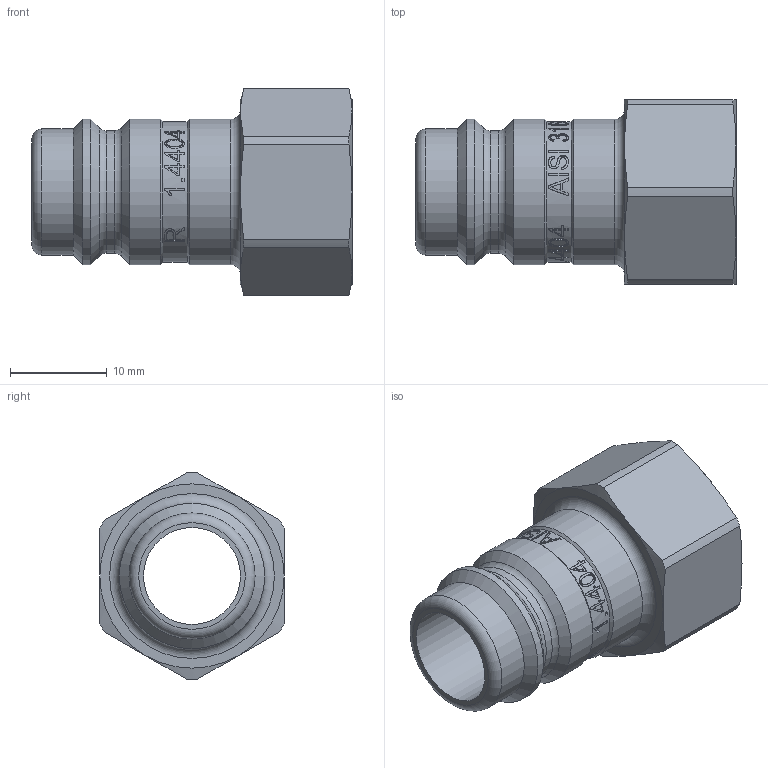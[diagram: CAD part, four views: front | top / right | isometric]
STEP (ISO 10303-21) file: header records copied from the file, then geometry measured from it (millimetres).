
FILE_DESCRIPTION((''),'2;1');
FILE_NAME('27sfiw17exx.stp','2013-02-22T08:12:08',('IA176480'),(''),'Autodesk Inventor 2011','Autodesk Inventor 2011','');
FILE_SCHEMA(('AUTOMOTIVE_DESIGN { 1 0 10303 214 1 1 1 1 }'));
Length unit declared in the file: millimetre
Products named in the file (1): D105962
Bounding box: 33 x 19 x 21.4 mm (x, y, z)
Volume: 3125.1 mm3; surface area: 3352.9 mm2
Topology: 1 solids, 1 shells, 227 faces, 579 edges, 377 vertices
Faces by surface type: plane 95, bspline 74, cylinder 36, cone 18, torus 4
Full cylindrical faces by diameter (mm): 10 x1, 12.65 x1, 13 x1, 14.5 x1, 15 x3, 16.662 x1
Entity records: 25369 total; most frequent: CARTESIAN_POINT 20544, ORIENTED_EDGE 1116, DIRECTION 725, EDGE_CURVE 558, VERTEX_POINT 375, EDGE_LOOP 271, AXIS2_PLACEMENT_3D 256, FACE_OUTER_BOUND 227
